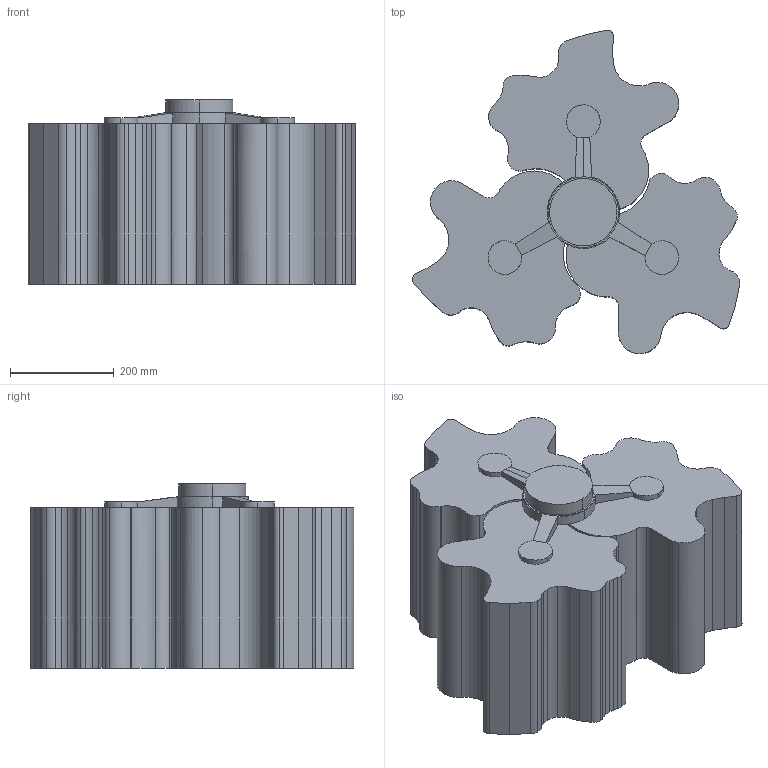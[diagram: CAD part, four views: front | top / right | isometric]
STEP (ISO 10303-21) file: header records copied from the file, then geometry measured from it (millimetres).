
FILE_DESCRIPTION(/* description */ (''),/* implementation_level */ '2;1');
FILE_NAME(/* name */ 'Logico_Soffitto_3x120_3D ok',/* time_stamp */ '2012-01-16T11:57:26+01:00',/* author */ (''),/* organization */ (''),/* preprocessor_version */ 'ST-DEVELOPER v10',/* originating_system */ '',/* authorisation */ '');
FILE_SCHEMA (('CONFIG_CONTROL_DESIGN'));
Length unit declared in the file: millimetre
Products named in the file (1): 1
Bounding box: 632.4 x 624.99 x 356 mm (x, y, z)
Volume: 1457652.4 mm3; surface area: 1489405.3 mm2
Topology: 4 solids, 7 shells, 222 faces, 615 edges, 396 vertices
Faces by surface type: bspline 201, plane 21
Entity records: 7119 total; most frequent: CARTESIAN_POINT 4097, ORIENTED_EDGE 1083, EDGE_CURVE 603, VERTEX_POINT 396, EDGE_LOOP 226, ADVANCED_FACE 222, FACE_OUTER_BOUND 222, B_SPLINE_CURVE_WITH_KNOTS 91
